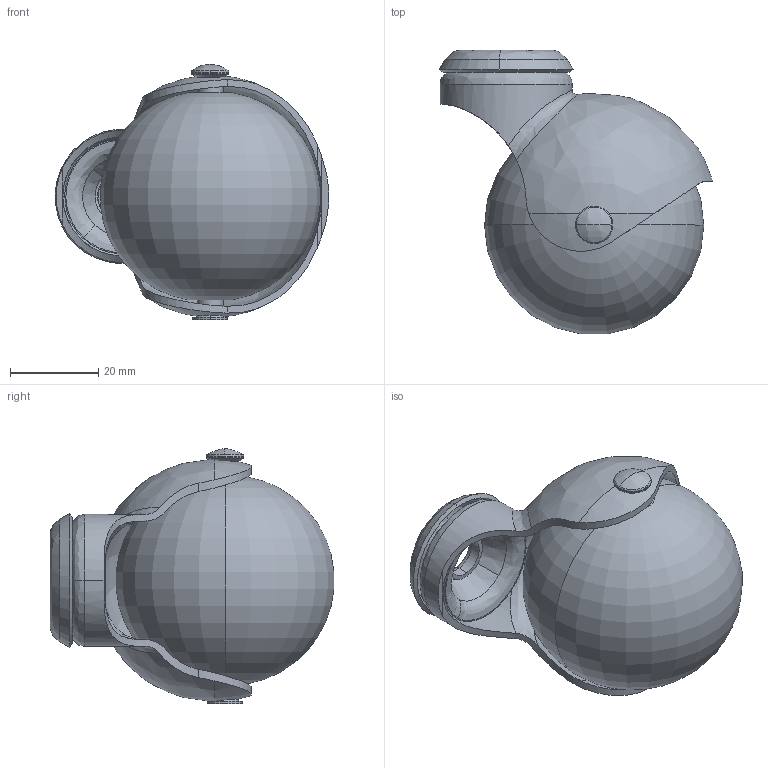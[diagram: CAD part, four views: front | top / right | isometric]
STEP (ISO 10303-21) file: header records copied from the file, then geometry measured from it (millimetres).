
FILE_DESCRIPTION (( 'STEP AP214' ), '1' );
FILE_NAME ('0010298_L-1321-50-1.STEP', '2015-10-22T11:40:44', ( '' ), ( '' ), 'SwSTEP 2.0', 'SolidWorks 2014', '' );
FILE_SCHEMA (( 'AUTOMOTIVE_DESIGN' ));
Length unit declared in the file: millimetre
Products named in the file (1): 0010298_L-1321-50-1
Bounding box: 62.17 x 64.49 x 58 mm (x, y, z)
Surface area: 22606.2 mm2 (no closed solid volume)
Topology: 0 solids, 5 shells, 108 faces, 271 edges, 169 vertices
Faces by surface type: bspline 46, cylinder 32, plane 14, cone 14, torus 2
Entity records: 7157 total; most frequent: CARTESIAN_POINT 3557, ORIENTED_EDGE 538, DIRECTION 471, EDGE_CURVE 269, AXIS2_PLACEMENT_3D 210, VERTEX_POINT 169, CIRCLE 147, EDGE_LOOP 118
